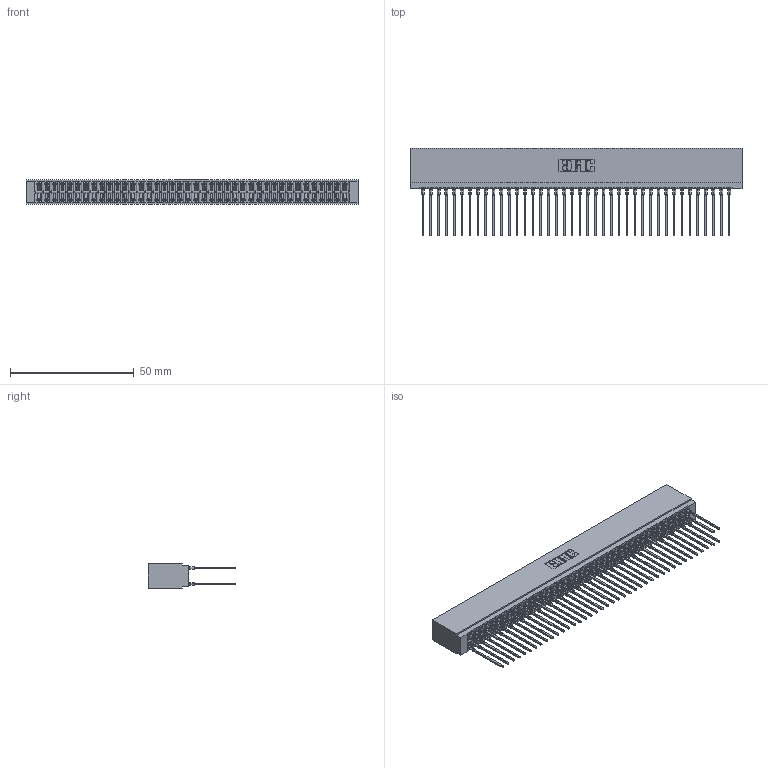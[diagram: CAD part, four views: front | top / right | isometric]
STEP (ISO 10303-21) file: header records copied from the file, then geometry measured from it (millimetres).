
FILE_DESCRIPTION (( 'STEP AP203' ), '1' );
FILE_NAME ('746-080-541-601.STEP', '2026-03-04T16:50:14', ( '' ), ( '' ), 'SwSTEP 2.0', 'SolidWorks 2023', '' );
FILE_SCHEMA (( 'CONFIG_CONTROL_DESIGN' ));
Length unit declared in the file: millimetre
Products named in the file (3): 746 Part_.340 Slot Depth - 01; 746-080-541-601; 746-292-001_541
Assembly tree (81 placements, depth 2):
  746-080-541-601
    746 Part_.340 Slot Depth - 01
    746-292-001_541  x80
Bounding box: 134.24 x 35.42 x 9.91 mm (x, y, z)
Volume: 15884.1 mm3; surface area: 25364.4 mm2
Topology: 81 solids, 81 shells, 7257 faces, 19943 edges, 12695 vertices
Faces by surface type: plane 3735, bspline 1600, cylinder 1442, torus 480
Entity records: 62005 total; most frequent: CARTESIAN_POINT 12345, ORIENTED_EDGE 10656, DIRECTION 8900, EDGE_CURVE 5328, VECTOR 4744, LINE 4744, VERTEX_POINT 3531, AXIS2_PLACEMENT_3D 2078
